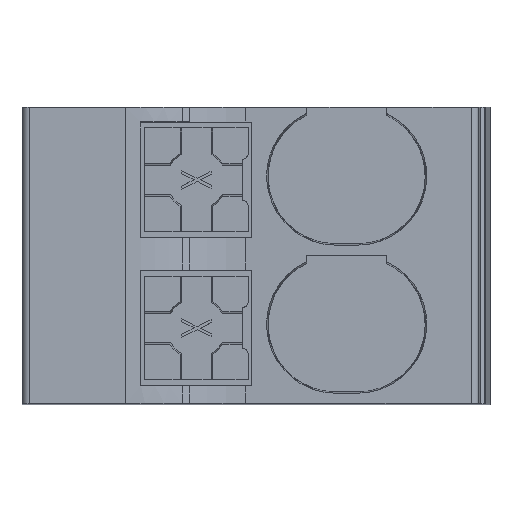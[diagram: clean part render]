
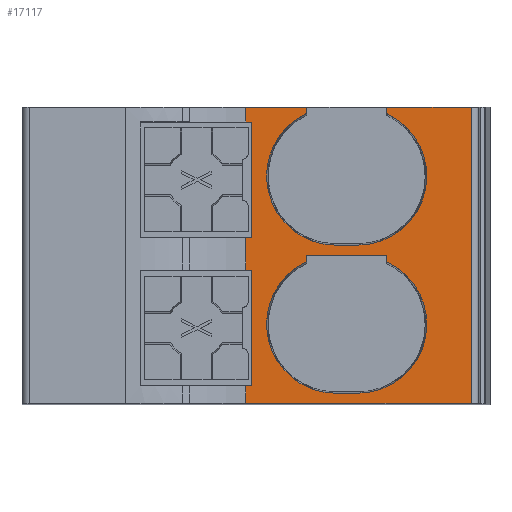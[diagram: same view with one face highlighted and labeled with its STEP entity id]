
A CAD part, top view. The second image highlights one B-rep face of the part: STEP entity #17117.
In plain terms, the highlighted planar face has unit normal (0, 0, 1).
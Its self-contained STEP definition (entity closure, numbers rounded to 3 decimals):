
#557=PLANE('',#18082);
#1266=CIRCLE('',#17897,2.329);
#1284=CIRCLE('',#17943,2.329);
#1303=CIRCLE('',#17985,2.329);
#1311=CIRCLE('',#18000,2.329);
#3469=ORIENTED_EDGE('',*,*,#5875,.T.);
#3470=ORIENTED_EDGE('',*,*,#5871,.T.);
#3471=ORIENTED_EDGE('',*,*,#5936,.T.);
#3472=ORIENTED_EDGE('',*,*,#6133,.T.);
#3473=ORIENTED_EDGE('',*,*,#6134,.T.);
#3474=ORIENTED_EDGE('',*,*,#6135,.T.);
#3475=ORIENTED_EDGE('',*,*,#5539,.T.);
#3476=ORIENTED_EDGE('',*,*,#6136,.T.);
#3477=ORIENTED_EDGE('',*,*,#5998,.T.);
#3478=ORIENTED_EDGE('',*,*,#5994,.T.);
#3479=ORIENTED_EDGE('',*,*,#6018,.T.);
#3480=ORIENTED_EDGE('',*,*,#6137,.T.);
#3481=ORIENTED_EDGE('',*,*,#5535,.T.);
#3482=ORIENTED_EDGE('',*,*,#6059,.F.);
#3483=ORIENTED_EDGE('',*,*,#6138,.T.);
#3484=ORIENTED_EDGE('',*,*,#6139,.T.);
#3485=ORIENTED_EDGE('',*,*,#6140,.F.);
#3486=ORIENTED_EDGE('',*,*,#6064,.F.);
#3487=ORIENTED_EDGE('',*,*,#6141,.T.);
#3488=ORIENTED_EDGE('',*,*,#6142,.T.);
#3489=ORIENTED_EDGE('',*,*,#6143,.F.);
#3490=ORIENTED_EDGE('',*,*,#5939,.F.);
#3491=ORIENTED_EDGE('',*,*,#6144,.T.);
#3492=ORIENTED_EDGE('',*,*,#6131,.T.);
#5535=EDGE_CURVE('',#7101,#7100,#8190,.T.);
#5539=EDGE_CURVE('',#7105,#7104,#8194,.T.);
#5871=EDGE_CURVE('',#7328,#7329,#8447,.T.);
#5875=EDGE_CURVE('',#7332,#7328,#1266,.T.);
#5936=EDGE_CURVE('',#7329,#7371,#1284,.T.);
#5939=EDGE_CURVE('',#7373,#7374,#8490,.T.);
#5994=EDGE_CURVE('',#7408,#7409,#8527,.T.);
#5998=EDGE_CURVE('',#7412,#7408,#1303,.T.);
#6018=EDGE_CURVE('',#7409,#7426,#1311,.T.);
#6059=EDGE_CURVE('',#7450,#7100,#8569,.T.);
#6064=EDGE_CURVE('',#7454,#7455,#8572,.T.);
#6131=EDGE_CURVE('',#7488,#7105,#8625,.T.);
#6133=EDGE_CURVE('',#7371,#7489,#8626,.T.);
#6134=EDGE_CURVE('',#7489,#7490,#8627,.T.);
#6135=EDGE_CURVE('',#7490,#7332,#8628,.T.);
#6136=EDGE_CURVE('',#7104,#7412,#8629,.T.);
#6137=EDGE_CURVE('',#7426,#7101,#8630,.T.);
#6138=EDGE_CURVE('',#7450,#7491,#8631,.T.);
#6139=EDGE_CURVE('',#7491,#7492,#8632,.T.);
#6140=EDGE_CURVE('',#7455,#7492,#8633,.T.);
#6141=EDGE_CURVE('',#7454,#7493,#8634,.T.);
#6142=EDGE_CURVE('',#7493,#7494,#8635,.T.);
#6143=EDGE_CURVE('',#7374,#7494,#8636,.T.);
#6144=EDGE_CURVE('',#7373,#7488,#8637,.T.);
#7100=VERTEX_POINT('',#24279);
#7101=VERTEX_POINT('',#24281);
#7104=VERTEX_POINT('',#24287);
#7105=VERTEX_POINT('',#24289);
#7328=VERTEX_POINT('',#25718);
#7329=VERTEX_POINT('',#25719);
#7332=VERTEX_POINT('',#25727);
#7371=VERTEX_POINT('',#25850);
#7373=VERTEX_POINT('',#25856);
#7374=VERTEX_POINT('',#25858);
#7408=VERTEX_POINT('',#25966);
#7409=VERTEX_POINT('',#25967);
#7412=VERTEX_POINT('',#25975);
#7426=VERTEX_POINT('',#26015);
#7450=VERTEX_POINT('',#26095);
#7454=VERTEX_POINT('',#26106);
#7455=VERTEX_POINT('',#26108);
#7488=VERTEX_POINT('',#26241);
#7489=VERTEX_POINT('',#26245);
#7490=VERTEX_POINT('',#26247);
#7491=VERTEX_POINT('',#26252);
#7492=VERTEX_POINT('',#26254);
#7493=VERTEX_POINT('',#26257);
#7494=VERTEX_POINT('',#26259);
#8190=LINE('',#24280,#9458);
#8194=LINE('',#24288,#9462);
#8447=LINE('',#25717,#9715);
#8490=LINE('',#25857,#9758);
#8527=LINE('',#25965,#9795);
#8569=LINE('',#26096,#9837);
#8572=LINE('',#26107,#9840);
#8625=LINE('',#26240,#9893);
#8626=LINE('',#26244,#9894);
#8627=LINE('',#26246,#9895);
#8628=LINE('',#26248,#9896);
#8629=LINE('',#26249,#9897);
#8630=LINE('',#26250,#9898);
#8631=LINE('',#26251,#9899);
#8632=LINE('',#26253,#9900);
#8633=LINE('',#26255,#9901);
#8634=LINE('',#26256,#9902);
#8635=LINE('',#26258,#9903);
#8636=LINE('',#26260,#9904);
#8637=LINE('',#26261,#9905);
#9458=VECTOR('',#19502,1000.);
#9462=VECTOR('',#19506,1000.);
#9715=VECTOR('',#20093,1000.);
#9758=VECTOR('',#20238,1000.);
#9795=VECTOR('',#20349,1000.);
#9837=VECTOR('',#20483,1000.);
#9840=VECTOR('',#20494,1000.);
#9893=VECTOR('',#20641,1000.);
#9894=VECTOR('',#20646,1000.);
#9895=VECTOR('',#20647,1000.);
#9896=VECTOR('',#20648,1000.);
#9897=VECTOR('',#20649,1000.);
#9898=VECTOR('',#20650,1000.);
#9899=VECTOR('',#20651,1000.);
#9900=VECTOR('',#20652,1000.);
#9901=VECTOR('',#20653,1000.);
#9902=VECTOR('',#20654,1000.);
#9903=VECTOR('',#20655,1000.);
#9904=VECTOR('',#20656,1000.);
#9905=VECTOR('',#20657,1000.);
#10793=EDGE_LOOP('',(#3469,#3470,#3471,#3472,#3473,#3474));
#10794=EDGE_LOOP('',(#3475,#3476,#3477,#3478,#3479,#3480,#3481,#3482,#3483,
#3484,#3485,#3486,#3487,#3488,#3489,#3490,#3491,#3492));
#11524=FACE_BOUND('',#10793,.T.);
#11525=FACE_BOUND('',#10794,.T.);
#17117=ADVANCED_FACE('',(#11524,#11525),#557,.F.);
#17897=AXIS2_PLACEMENT_3D('',#25726,#20099,#20100);
#17943=AXIS2_PLACEMENT_3D('',#25851,#20230,#20231);
#17985=AXIS2_PLACEMENT_3D('',#25974,#20355,#20356);
#18000=AXIS2_PLACEMENT_3D('',#26016,#20397,#20398);
#18082=AXIS2_PLACEMENT_3D('',#26243,#20644,#20645);
#19502=DIRECTION('',(-1.,0.,0.));
#19506=DIRECTION('',(-1.,0.,0.));
#20093=DIRECTION('',(-1.,0.,0.));
#20099=DIRECTION('',(0.,0.,-1.));
#20100=DIRECTION('',(-1.,0.,0.));
#20230=DIRECTION('',(0.,0.,-1.));
#20231=DIRECTION('',(-1.,0.,0.));
#20238=DIRECTION('',(0.,1.,0.));
#20349=DIRECTION('',(-1.,0.,0.));
#20355=DIRECTION('',(0.,0.,-1.));
#20356=DIRECTION('',(-1.,0.,0.));
#20397=DIRECTION('',(0.,0.,-1.));
#20398=DIRECTION('',(-1.,0.,0.));
#20483=DIRECTION('',(0.,1.,0.));
#20494=DIRECTION('',(0.,1.,0.));
#20641=DIRECTION('',(0.,1.,0.));
#20644=DIRECTION('',(0.,0.,-1.));
#20645=DIRECTION('',(-1.,0.,0.));
#20646=DIRECTION('',(0.,1.,0.));
#20647=DIRECTION('',(1.,0.,0.));
#20648=DIRECTION('',(0.,-1.,0.));
#20649=DIRECTION('',(0.,-1.,0.));
#20650=DIRECTION('',(0.,1.,0.));
#20651=DIRECTION('',(1.,0.,0.));
#20652=DIRECTION('',(0.,-1.,0.));
#20653=DIRECTION('',(1.,0.,0.));
#20654=DIRECTION('',(1.,0.,0.));
#20655=DIRECTION('',(0.,-1.,0.));
#20656=DIRECTION('',(1.,0.,0.));
#20657=DIRECTION('',(1.,0.,0.));
#24279=CARTESIAN_POINT('',(-0.351,2.5,41.));
#24280=CARTESIAN_POINT('',(9.176,2.5,41.));
#24281=CARTESIAN_POINT('',(1.712,2.5,41.));
#24287=CARTESIAN_POINT('',(4.412,2.5,41.));
#24288=CARTESIAN_POINT('',(9.176,2.5,41.));
#24289=CARTESIAN_POINT('',(7.266,2.5,41.));
#25717=CARTESIAN_POINT('',(3.437,-7.154,41.));
#25718=CARTESIAN_POINT('',(3.437,-7.154,41.));
#25719=CARTESIAN_POINT('',(2.687,-7.154,41.));
#25726=CARTESIAN_POINT('',(3.437,-4.825,41.));
#25727=CARTESIAN_POINT('',(4.412,-2.71,41.));
#25850=CARTESIAN_POINT('',(1.712,-2.71,41.));
#25851=CARTESIAN_POINT('',(2.687,-4.825,41.));
#25856=CARTESIAN_POINT('',(-0.351,-7.5,41.));
#25857=CARTESIAN_POINT('',(-0.351,-50.4,41.));
#25858=CARTESIAN_POINT('',(-0.351,-6.9,41.));
#25965=CARTESIAN_POINT('',(3.437,-2.154,41.));
#25966=CARTESIAN_POINT('',(3.437,-2.154,41.));
#25967=CARTESIAN_POINT('',(2.687,-2.154,41.));
#25974=CARTESIAN_POINT('',(3.437,0.175,41.));
#25975=CARTESIAN_POINT('',(4.412,2.29,41.));
#26015=CARTESIAN_POINT('',(1.712,2.29,41.));
#26016=CARTESIAN_POINT('',(2.687,0.175,41.));
#26095=CARTESIAN_POINT('',(-0.351,2.,41.));
#26096=CARTESIAN_POINT('',(-0.351,-45.4,41.));
#26106=CARTESIAN_POINT('',(-0.351,-3.,41.));
#26107=CARTESIAN_POINT('',(-0.351,-45.4,41.));
#26108=CARTESIAN_POINT('',(-0.351,-1.9,41.));
#26240=CARTESIAN_POINT('',(7.266,2.5,41.));
#26241=CARTESIAN_POINT('',(7.266,-7.5,41.));
#26243=CARTESIAN_POINT('',(9.176,-45.4,41.));
#26244=CARTESIAN_POINT('',(1.712,-3.5,41.));
#26245=CARTESIAN_POINT('',(1.712,-2.5,41.));
#26246=CARTESIAN_POINT('',(7.049,-2.5,41.));
#26247=CARTESIAN_POINT('',(4.412,-2.5,41.));
#26248=CARTESIAN_POINT('',(4.412,-3.5,41.));
#26249=CARTESIAN_POINT('',(4.412,1.5,41.));
#26250=CARTESIAN_POINT('',(1.712,1.5,41.));
#26251=CARTESIAN_POINT('',(-15.488,2.,41.));
#26252=CARTESIAN_POINT('',(-0.138,2.,41.));
#26253=CARTESIAN_POINT('',(-0.138,-1.85,41.));
#26254=CARTESIAN_POINT('',(-0.138,-1.9,41.));
#26255=CARTESIAN_POINT('',(-15.488,-1.9,41.));
#26256=CARTESIAN_POINT('',(-15.488,-3.,41.));
#26257=CARTESIAN_POINT('',(-0.138,-3.,41.));
#26258=CARTESIAN_POINT('',(-0.138,-6.85,41.));
#26259=CARTESIAN_POINT('',(-0.138,-6.9,41.));
#26260=CARTESIAN_POINT('',(-15.488,-6.9,41.));
#26261=CARTESIAN_POINT('',(7.049,-7.5,41.));
